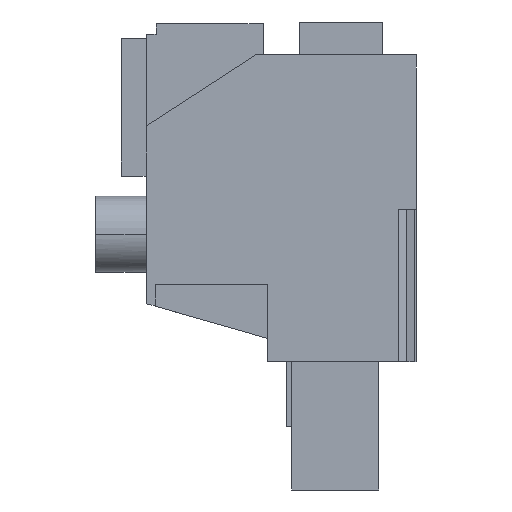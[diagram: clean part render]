
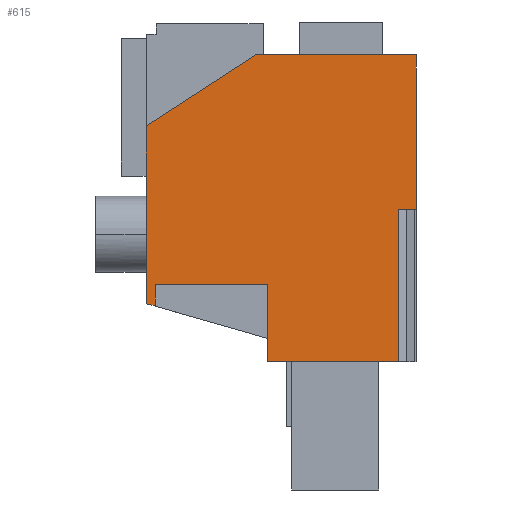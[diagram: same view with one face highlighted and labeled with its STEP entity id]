
A CAD part, left-side view. The second image highlights one B-rep face of the part: STEP entity #615.
In plain terms, the highlighted planar face has unit normal (-1, 0, 0).
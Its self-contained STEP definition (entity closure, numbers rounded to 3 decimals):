
#539=AXIS2_PLACEMENT_3D('Plane Axis2P3D',#536,#537,#538) ;
#135=CARTESIAN_POINT('Vertex',(0.,30.3,20.9)) ;
#140=CARTESIAN_POINT('Line Origine',(0.,30.3,30.873)) ;
#144=CARTESIAN_POINT('Vertex',(0.,30.3,40.847)) ;
#477=CARTESIAN_POINT('Vertex',(0.,29.3,20.613)) ;
#480=CARTESIAN_POINT('Line Origine',(0.,29.8,20.757)) ;
#536=CARTESIAN_POINT('Axis2P3D Location',(0.,0.,0.)) ;
#541=CARTESIAN_POINT('Line Origine',(0.,16.7,18.725)) ;
#545=CARTESIAN_POINT('Vertex',(0.,16.7,23.05)) ;
#547=CARTESIAN_POINT('Vertex',(0.,16.7,14.4)) ;
#550=CARTESIAN_POINT('Line Origine',(0.,9.35,14.4)) ;
#554=CARTESIAN_POINT('Vertex',(0.,2.,14.4)) ;
#557=CARTESIAN_POINT('Line Origine',(0.,2.,22.95)) ;
#561=CARTESIAN_POINT('Vertex',(0.,2.,31.5)) ;
#564=CARTESIAN_POINT('Line Origine',(0.,1.,31.5)) ;
#568=CARTESIAN_POINT('Vertex',(0.,0.,31.5)) ;
#571=CARTESIAN_POINT('Line Origine',(0.,0.,40.15)) ;
#575=CARTESIAN_POINT('Vertex',(0.,0.,48.8)) ;
#578=CARTESIAN_POINT('Line Origine',(0.,9.,48.8)) ;
#582=CARTESIAN_POINT('Vertex',(0.,18.,48.8)) ;
#585=CARTESIAN_POINT('Line Origine',(0.,24.15,44.823)) ;
#590=CARTESIAN_POINT('Line Origine',(0.,29.3,21.832)) ;
#594=CARTESIAN_POINT('Vertex',(0.,29.3,23.05)) ;
#597=CARTESIAN_POINT('Line Origine',(0.,23.,23.05)) ;
#141=DIRECTION('Vector Direction',(0.,0.,1.)) ;
#481=DIRECTION('Vector Direction',(0.,0.961,0.276)) ;
#537=DIRECTION('Axis2P3D Direction',(-1.,0.,0.)) ;
#538=DIRECTION('Axis2P3D XDirection',(0.,0.,1.)) ;
#542=DIRECTION('Vector Direction',(0.,0.,1.)) ;
#551=DIRECTION('Vector Direction',(0.,1.,0.)) ;
#558=DIRECTION('Vector Direction',(0.,0.,1.)) ;
#565=DIRECTION('Vector Direction',(0.,-1.,0.)) ;
#572=DIRECTION('Vector Direction',(0.,0.,-1.)) ;
#579=DIRECTION('Vector Direction',(0.,-1.,0.)) ;
#586=DIRECTION('Vector Direction',(0.,0.84,-0.543)) ;
#591=DIRECTION('Vector Direction',(0.,0.,-1.)) ;
#598=DIRECTION('Vector Direction',(0.,1.,0.)) ;
#142=VECTOR('Line Direction',#141,1.) ;
#482=VECTOR('Line Direction',#481,1.) ;
#543=VECTOR('Line Direction',#542,1.) ;
#552=VECTOR('Line Direction',#551,1.) ;
#559=VECTOR('Line Direction',#558,1.) ;
#566=VECTOR('Line Direction',#565,1.) ;
#573=VECTOR('Line Direction',#572,1.) ;
#580=VECTOR('Line Direction',#579,1.) ;
#587=VECTOR('Line Direction',#586,1.) ;
#592=VECTOR('Line Direction',#591,1.) ;
#599=VECTOR('Line Direction',#598,1.) ;
#603=ORIENTED_EDGE('',*,*,#549,.T.) ;
#604=ORIENTED_EDGE('',*,*,#556,.F.) ;
#605=ORIENTED_EDGE('',*,*,#563,.T.) ;
#606=ORIENTED_EDGE('',*,*,#570,.T.) ;
#607=ORIENTED_EDGE('',*,*,#577,.T.) ;
#608=ORIENTED_EDGE('',*,*,#584,.T.) ;
#609=ORIENTED_EDGE('',*,*,#589,.T.) ;
#610=ORIENTED_EDGE('',*,*,#146,.T.) ;
#611=ORIENTED_EDGE('',*,*,#484,.T.) ;
#612=ORIENTED_EDGE('',*,*,#596,.F.) ;
#613=ORIENTED_EDGE('',*,*,#601,.F.) ;
#615=ADVANCED_FACE('BUZ',(#614),#540,.T.) ;
#146=EDGE_CURVE('',#145,#136,#143,.F.) ;
#484=EDGE_CURVE('',#136,#478,#483,.F.) ;
#549=EDGE_CURVE('',#546,#548,#544,.F.) ;
#556=EDGE_CURVE('',#555,#548,#553,.T.) ;
#563=EDGE_CURVE('',#555,#562,#560,.T.) ;
#570=EDGE_CURVE('',#562,#569,#567,.T.) ;
#577=EDGE_CURVE('',#569,#576,#574,.F.) ;
#584=EDGE_CURVE('',#576,#583,#581,.F.) ;
#589=EDGE_CURVE('',#583,#145,#588,.T.) ;
#596=EDGE_CURVE('',#595,#478,#593,.T.) ;
#601=EDGE_CURVE('',#546,#595,#600,.T.) ;
#602=EDGE_LOOP('',(#603,#604,#605,#606,#607,#608,#609,#610,#611,#612,#613)) ;
#614=FACE_OUTER_BOUND('',#602,.T.) ;
#143=LINE('Line',#140,#142) ;
#483=LINE('Line',#480,#482) ;
#544=LINE('Line',#541,#543) ;
#553=LINE('Line',#550,#552) ;
#560=LINE('Line',#557,#559) ;
#567=LINE('Line',#564,#566) ;
#574=LINE('Line',#571,#573) ;
#581=LINE('Line',#578,#580) ;
#588=LINE('Line',#585,#587) ;
#593=LINE('Line',#590,#592) ;
#600=LINE('Line',#597,#599) ;
#540=PLANE('',#539) ;
#136=VERTEX_POINT('',#135) ;
#145=VERTEX_POINT('',#144) ;
#478=VERTEX_POINT('',#477) ;
#546=VERTEX_POINT('',#545) ;
#548=VERTEX_POINT('',#547) ;
#555=VERTEX_POINT('',#554) ;
#562=VERTEX_POINT('',#561) ;
#569=VERTEX_POINT('',#568) ;
#576=VERTEX_POINT('',#575) ;
#583=VERTEX_POINT('',#582) ;
#595=VERTEX_POINT('',#594) ;
